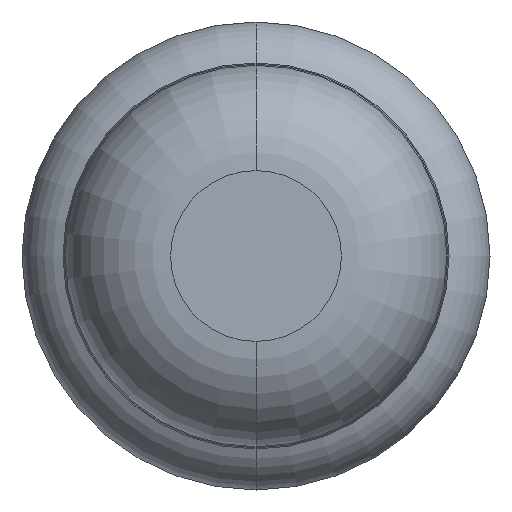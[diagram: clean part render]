
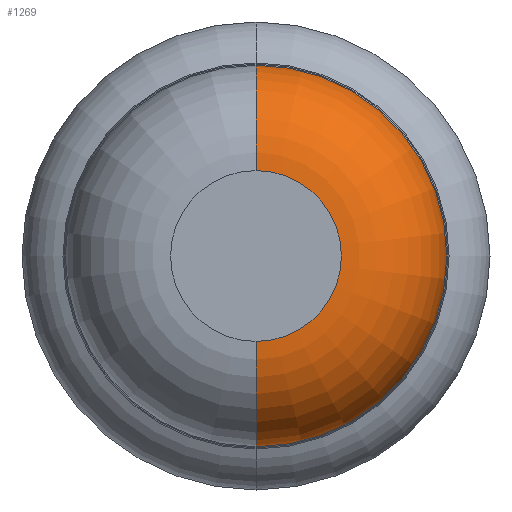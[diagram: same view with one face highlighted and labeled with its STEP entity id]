
A CAD part, front view. The second image highlights one B-rep face of the part: STEP entity #1269.
In plain terms, the highlighted toroidal (fillet/blend) face has major radius 0.365 mm and minor radius 0.45 mm.
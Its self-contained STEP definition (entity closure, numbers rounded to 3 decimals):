
#27 = CARTESIAN_POINT ( 'NONE',  ( 0., -34.45, 0.365 ) ) ;
#196 = VERTEX_POINT ( 'NONE', #230 ) ;
#203 = CIRCLE ( 'NONE', #277, 0.45 ) ;
#230 = CARTESIAN_POINT ( 'NONE',  ( 0., -34.45, -0.815 ) ) ;
#277 = AXIS2_PLACEMENT_3D ( 'NONE', #1874, #3264, #865 ) ;
#429 = AXIS2_PLACEMENT_3D ( 'NONE', #2001, #4101, #2344 ) ;
#588 = FACE_OUTER_BOUND ( 'NONE', #4437, .T. ) ;
#757 = CIRCLE ( 'NONE', #429, 0.815 ) ;
#840 = CARTESIAN_POINT ( 'NONE',  ( 0., -34.45, 0. ) ) ;
#864 = CARTESIAN_POINT ( 'NONE',  ( 0., -34.9, 0. ) ) ;
#865 = DIRECTION ( 'NONE',  ( 0., 0., -1. ) ) ;
#903 = CIRCLE ( 'NONE', #2456, 0.45 ) ;
#1139 = ORIENTED_EDGE ( 'NONE', *, *, #1540, .T. ) ;
#1198 = DIRECTION ( 'NONE',  ( 0., 1., 0. ) ) ;
#1238 = ORIENTED_EDGE ( 'NONE', *, *, #4327, .F. ) ;
#1269 = ADVANCED_FACE ( 'Defeature ausgef�hrt1_3', ( #588 ), #1924, .T. ) ;
#1274 = CARTESIAN_POINT ( 'NONE',  ( 0., -34.9, 0.365 ) ) ;
#1540 = EDGE_CURVE ( 'NONE', #3522, #196, #203, .T. ) ;
#1627 = ORIENTED_EDGE ( 'NONE', *, *, #4146, .T. ) ;
#1874 = CARTESIAN_POINT ( 'NONE',  ( 0., -34.45, -0.365 ) ) ;
#1888 = DIRECTION ( 'NONE',  ( 0., 0., 1. ) ) ;
#1924 = TOROIDAL_SURFACE ( 'NONE', #3558, 0.365, 0.45 ) ;
#2001 = CARTESIAN_POINT ( 'NONE',  ( 0., -34.45, 0. ) ) ;
#2078 = DIRECTION ( 'NONE',  ( -1., 0., 0. ) ) ;
#2101 = VERTEX_POINT ( 'NONE', #1274 ) ;
#2226 = EDGE_CURVE ( 'NONE', #2101, #3029, #903, .T. ) ;
#2344 = DIRECTION ( 'NONE',  ( 0., 0., 1. ) ) ;
#2456 = AXIS2_PLACEMENT_3D ( 'NONE', #27, #2078, #3498 ) ;
#2961 = ORIENTED_EDGE ( 'NONE', *, *, #2226, .F. ) ;
#3029 = VERTEX_POINT ( 'NONE', #3863 ) ;
#3154 = CIRCLE ( 'NONE', #4234, 0.365 ) ;
#3262 = DIRECTION ( 'NONE',  ( 0., 1., 0. ) ) ;
#3264 = DIRECTION ( 'NONE',  ( 1., 0., 0. ) ) ;
#3278 = DIRECTION ( 'NONE',  ( 0., 0., 1. ) ) ;
#3498 = DIRECTION ( 'NONE',  ( 0., 0., 1. ) ) ;
#3522 = VERTEX_POINT ( 'NONE', #4182 ) ;
#3558 = AXIS2_PLACEMENT_3D ( 'NONE', #840, #1198, #3278 ) ;
#3863 = CARTESIAN_POINT ( 'NONE',  ( 0., -34.45, 0.815 ) ) ;
#4101 = DIRECTION ( 'NONE',  ( 0., 1., 0. ) ) ;
#4146 = EDGE_CURVE ( 'Defeature ausgef�hrt1_3+Defeature ausgef�hrt1_2+Defeature ausgef�hrt1_2+Defeature ausgef�hrt1_2', #2101, #3522, #3154, .T. ) ;
#4182 = CARTESIAN_POINT ( 'NONE',  ( 0., -34.9, -0.365 ) ) ;
#4234 = AXIS2_PLACEMENT_3D ( 'NONE', #864, #3262, #1888 ) ;
#4327 = EDGE_CURVE ( 'Defeature ausgef�hrt1_4+Defeature ausgef�hrt1_3+Defeature ausgef�hrt1_3+Defeature ausgef�hrt1_3', #3029, #196, #757, .T. ) ;
#4437 = EDGE_LOOP ( 'NONE', ( #1627, #1139, #1238, #2961 ) ) ;
